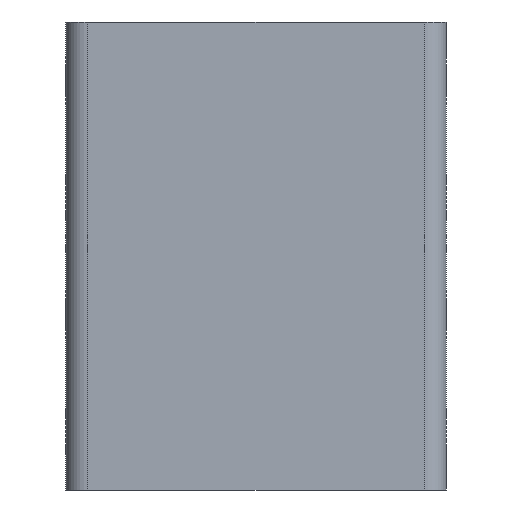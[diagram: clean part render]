
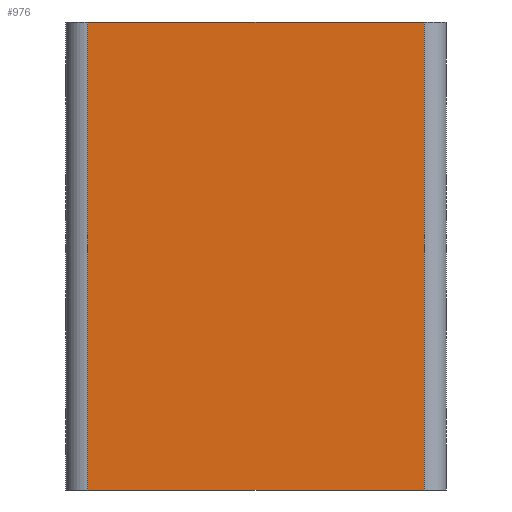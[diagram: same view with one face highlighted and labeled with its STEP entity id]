
A CAD part, front view. The second image highlights one B-rep face of the part: STEP entity #976.
In plain terms, the highlighted planar face has unit normal (0, -1, 0).
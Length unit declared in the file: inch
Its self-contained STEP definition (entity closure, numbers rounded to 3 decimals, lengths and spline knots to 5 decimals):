
#47 = ORIENTED_EDGE ( 'NONE', *, *, #1160, .T. ) ;
#112 = LINE ( 'NONE', #1222, #1128 ) ;
#132 = VERTEX_POINT ( 'NONE', #1175 ) ;
#137 = ORIENTED_EDGE ( 'NONE', *, *, #1179, .T. ) ;
#181 = DIRECTION ( 'NONE',  ( -1., 0., 0. ) ) ;
#183 = LINE ( 'NONE', #940, #887 ) ;
#266 = EDGE_CURVE ( 'NONE', #672, #597, #657, .T. ) ;
#349 = CARTESIAN_POINT ( 'NONE',  ( 0.7195, 0., 2. ) ) ;
#350 = FACE_OUTER_BOUND ( 'NONE', #716, .T. ) ;
#382 = DIRECTION ( 'NONE',  ( -1., 0., 0. ) ) ;
#452 = DIRECTION ( 'NONE',  ( 1., 0., 0. ) ) ;
#460 = ORIENTED_EDGE ( 'NONE', *, *, #266, .F. ) ;
#534 = ORIENTED_EDGE ( 'NONE', *, *, #696, .F. ) ;
#597 = VERTEX_POINT ( 'NONE', #879 ) ;
#603 = VERTEX_POINT ( 'NONE', #980 ) ;
#620 = CARTESIAN_POINT ( 'NONE',  ( 0.7195, 0., 0. ) ) ;
#648 = DIRECTION ( 'NONE',  ( 0., 0., -1. ) ) ;
#657 = LINE ( 'NONE', #937, #846 ) ;
#672 = VERTEX_POINT ( 'NONE', #620 ) ;
#691 = VECTOR ( 'NONE', #648, 39.37008 ) ;
#696 = EDGE_CURVE ( 'NONE', #132, #672, #1197, .T. ) ;
#716 = EDGE_LOOP ( 'NONE', ( #460, #534, #47, #137 ) ) ;
#722 = DIRECTION ( 'NONE',  ( 0., -1., 0. ) ) ;
#733 = AXIS2_PLACEMENT_3D ( 'NONE', #1199, #722, #452 ) ;
#846 = VECTOR ( 'NONE', #181, 39.37008 ) ;
#879 = CARTESIAN_POINT ( 'NONE',  ( -0.7195, 0., 0. ) ) ;
#887 = VECTOR ( 'NONE', #382, 39.37008 ) ;
#921 = PLANE ( 'NONE',  #733 ) ;
#937 = CARTESIAN_POINT ( 'NONE',  ( -0.812, 0., 0. ) ) ;
#940 = CARTESIAN_POINT ( 'NONE',  ( -0.812, 0., 2. ) ) ;
#976 = ADVANCED_FACE ( 'NONE', ( #350 ), #921, .T. ) ;
#980 = CARTESIAN_POINT ( 'NONE',  ( -0.7195, 0., 2. ) ) ;
#1128 = VECTOR ( 'NONE', #1149, 39.37008 ) ;
#1149 = DIRECTION ( 'NONE',  ( 0., 0., -1. ) ) ;
#1160 = EDGE_CURVE ( 'NONE', #132, #603, #183, .T. ) ;
#1175 = CARTESIAN_POINT ( 'NONE',  ( 0.7195, 0., 2. ) ) ;
#1179 = EDGE_CURVE ( 'NONE', #603, #597, #112, .T. ) ;
#1197 = LINE ( 'NONE', #349, #691 ) ;
#1199 = CARTESIAN_POINT ( 'NONE',  ( -0.812, 0., 2. ) ) ;
#1222 = CARTESIAN_POINT ( 'NONE',  ( -0.7195, 0., 2. ) ) ;
